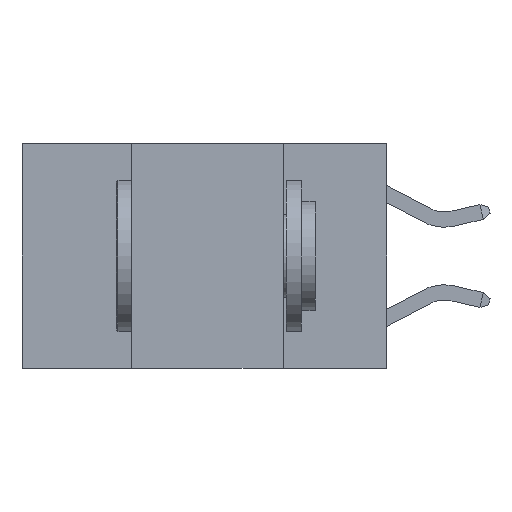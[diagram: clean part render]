
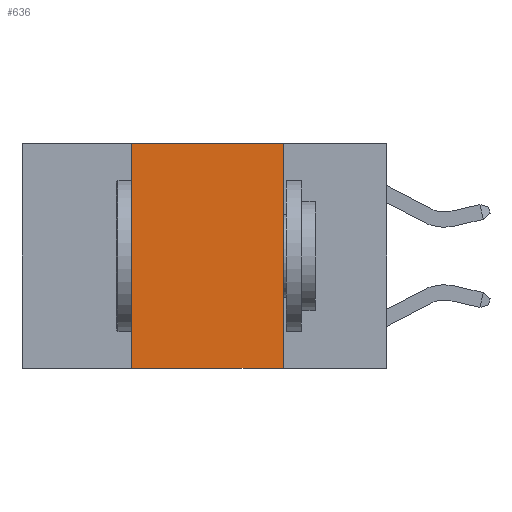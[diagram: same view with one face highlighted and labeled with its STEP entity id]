
A CAD part, left-side view. The second image highlights one B-rep face of the part: STEP entity #636.
In plain terms, the highlighted planar face has unit normal (-1, 0, 0).
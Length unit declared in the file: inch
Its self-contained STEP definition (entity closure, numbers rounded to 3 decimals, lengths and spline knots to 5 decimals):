
#636 = ADVANCED_FACE ( 'NONE', ( #6480 ), #13788, .F. ) ;
#1684 = CARTESIAN_POINT ( 'NONE',  ( 0., 0.42, 0. ) ) ;
#2930 = DIRECTION ( 'NONE',  ( 1., 0., 0. ) ) ;
#3770 = VERTEX_POINT ( 'NONE', #8675 ) ;
#4230 = LINE ( 'NONE', #10320, #5617 ) ;
#4306 = ORIENTED_EDGE ( 'NONE', *, *, #7218, .F. ) ;
#4425 = LINE ( 'NONE', #9304, #15869 ) ;
#4622 = VERTEX_POINT ( 'NONE', #1684 ) ;
#4891 = LINE ( 'NONE', #7444, #9305 ) ;
#5085 = AXIS2_PLACEMENT_3D ( 'NONE', #11620, #2930, #11368 ) ;
#5617 = VECTOR ( 'NONE', #15548, 39.37008 ) ;
#5638 = LINE ( 'NONE', #5715, #15417 ) ;
#5689 = ORIENTED_EDGE ( 'NONE', *, *, #13287, .F. ) ;
#5715 = CARTESIAN_POINT ( 'NONE',  ( 0., 0.42, 0. ) ) ;
#6480 = FACE_OUTER_BOUND ( 'NONE', #13679, .T. ) ;
#6762 = DIRECTION ( 'NONE',  ( 0., 0., 1. ) ) ;
#7218 = EDGE_CURVE ( 'NONE', #3770, #4622, #5638, .T. ) ;
#7261 = EDGE_CURVE ( 'NONE', #4622, #8826, #4425, .T. ) ;
#7353 = VERTEX_POINT ( 'NONE', #14456 ) ;
#7444 = CARTESIAN_POINT ( 'NONE',  ( 0., 0.17, 0. ) ) ;
#7984 = EDGE_CURVE ( 'NONE', #3770, #7353, #4230, .T. ) ;
#8559 = DIRECTION ( 'NONE',  ( 0., 0., -1. ) ) ;
#8675 = CARTESIAN_POINT ( 'NONE',  ( 0., 0.42, -0.37 ) ) ;
#8826 = VERTEX_POINT ( 'NONE', #8971 ) ;
#8971 = CARTESIAN_POINT ( 'NONE',  ( 0., 0.17, 0. ) ) ;
#9304 = CARTESIAN_POINT ( 'NONE',  ( 0., 0.6, 0. ) ) ;
#9305 = VECTOR ( 'NONE', #8559, 39.37008 ) ;
#9427 = ORIENTED_EDGE ( 'NONE', *, *, #7984, .T. ) ;
#10320 = CARTESIAN_POINT ( 'NONE',  ( 0., 0.6, -0.37 ) ) ;
#10596 = DIRECTION ( 'NONE',  ( 0., -1., 0. ) ) ;
#11368 = DIRECTION ( 'NONE',  ( 0., 0., -1. ) ) ;
#11620 = CARTESIAN_POINT ( 'NONE',  ( 0., 0.6, 0. ) ) ;
#13287 = EDGE_CURVE ( 'NONE', #8826, #7353, #4891, .T. ) ;
#13679 = EDGE_LOOP ( 'NONE', ( #5689, #15271, #4306, #9427 ) ) ;
#13788 = PLANE ( 'NONE',  #5085 ) ;
#14456 = CARTESIAN_POINT ( 'NONE',  ( 0., 0.17, -0.37 ) ) ;
#15271 = ORIENTED_EDGE ( 'NONE', *, *, #7261, .F. ) ;
#15417 = VECTOR ( 'NONE', #6762, 39.37008 ) ;
#15548 = DIRECTION ( 'NONE',  ( 0., -1., 0. ) ) ;
#15869 = VECTOR ( 'NONE', #10596, 39.37008 ) ;
